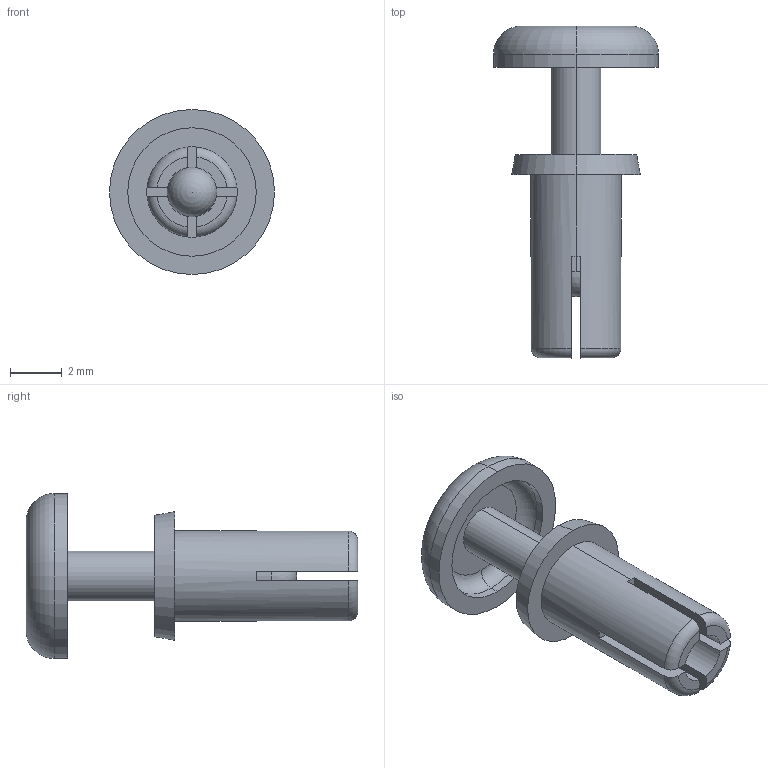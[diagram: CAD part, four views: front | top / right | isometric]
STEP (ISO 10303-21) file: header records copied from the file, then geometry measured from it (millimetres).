
FILE_DESCRIPTION (( 'STEP AP203' ), '1' );
FILE_NAME ('3445.STEP', '2014-07-29T14:06:13', ( '' ), ( '' ), 'SwSTEP 2.0', 'SolidWorks 2009', '' );
FILE_SCHEMA (( 'CONFIG_CONTROL_DESIGN' ));
Length unit declared in the file: millimetre
Products named in the file (1): 3445
Bounding box: 6.4 x 12.87 x 6.4 mm (x, y, z)
Volume: 113.2 mm3; surface area: 334 mm2
Topology: 2 solids, 2 shells, 42 faces, 108 edges, 71 vertices
Faces by surface type: plane 21, cylinder 10, torus 8, cone 2, sphere 1
Entity records: 1453 total; most frequent: CARTESIAN_POINT 351, DIRECTION 222, ORIENTED_EDGE 212, EDGE_CURVE 106, AXIS2_PLACEMENT_3D 89, VERTEX_POINT 70, EDGE_LOOP 46, CIRCLE 46
